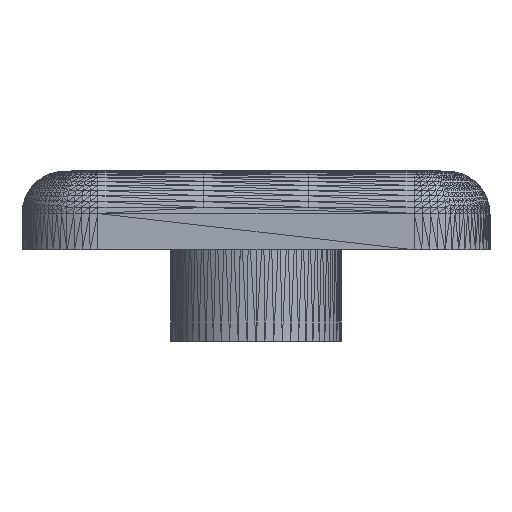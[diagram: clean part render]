
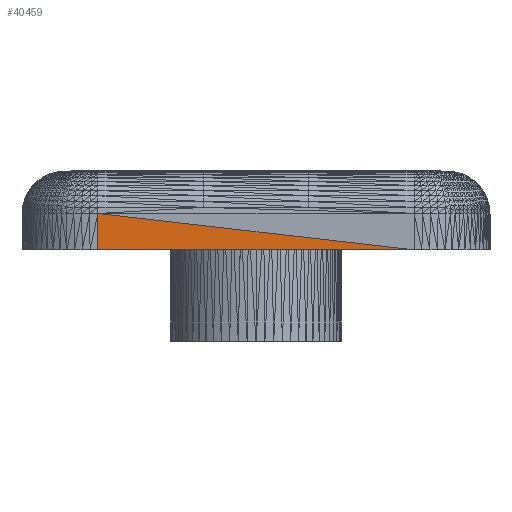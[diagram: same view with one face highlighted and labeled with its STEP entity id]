
A CAD part, left-side view. The second image highlights one B-rep face of the part: STEP entity #40459.
In plain terms, the highlighted planar face has unit normal (-1, 0, 0).
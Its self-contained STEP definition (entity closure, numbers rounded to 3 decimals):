
#197=FACE_OUTER_BOUND('',#3857,.T.);
#3857=EDGE_LOOP('',(#26183,#26184,#26185));
#7527=LINE('',#60813,#13017);
#7616=LINE('',#60989,#13106);
#7670=LINE('',#61097,#13160);
#13017=VECTOR('',#47993,10.);
#13106=VECTOR('',#48190,10.);
#13160=VECTOR('',#48314,10.);
#18416=VERTEX_POINT('',#60807);
#18417=VERTEX_POINT('',#60811);
#18450=VERTEX_POINT('',#60987);
#20339=EDGE_CURVE('',#18416,#18417,#7527,.T.);
#20428=EDGE_CURVE('',#18417,#18450,#7616,.T.);
#20482=EDGE_CURVE('',#18416,#18450,#7670,.T.);
#26183=ORIENTED_EDGE('',*,*,#20482,.T.);
#26184=ORIENTED_EDGE('',*,*,#20428,.F.);
#26185=ORIENTED_EDGE('',*,*,#20339,.F.);
#36799=PLANE('',#44133);
#40459=ADVANCED_FACE('',(#197),#36799,.T.);
#44133=AXIS2_PLACEMENT_3D('',#61096,#48312,#48313);
#47993=DIRECTION('',(0.,1.,0.));
#48190=DIRECTION('',(0.,0.,1.));
#48312=DIRECTION('center_axis',(-1.,0.,0.));
#48313=DIRECTION('ref_axis',(0.,0.,1.));
#48314=DIRECTION('',(0.,0.993,0.115));
#60807=CARTESIAN_POINT('',(-9.,10.7,0.));
#60811=CARTESIAN_POINT('',(-9.,21.1,0.));
#60813=CARTESIAN_POINT('',(-9.,10.7,0.));
#60987=CARTESIAN_POINT('',(-9.,21.1,1.2));
#60989=CARTESIAN_POINT('',(-9.,21.1,0.));
#61096=CARTESIAN_POINT('Origin',(-9.,21.1,0.));
#61097=CARTESIAN_POINT('',(-9.,10.7,0.));
